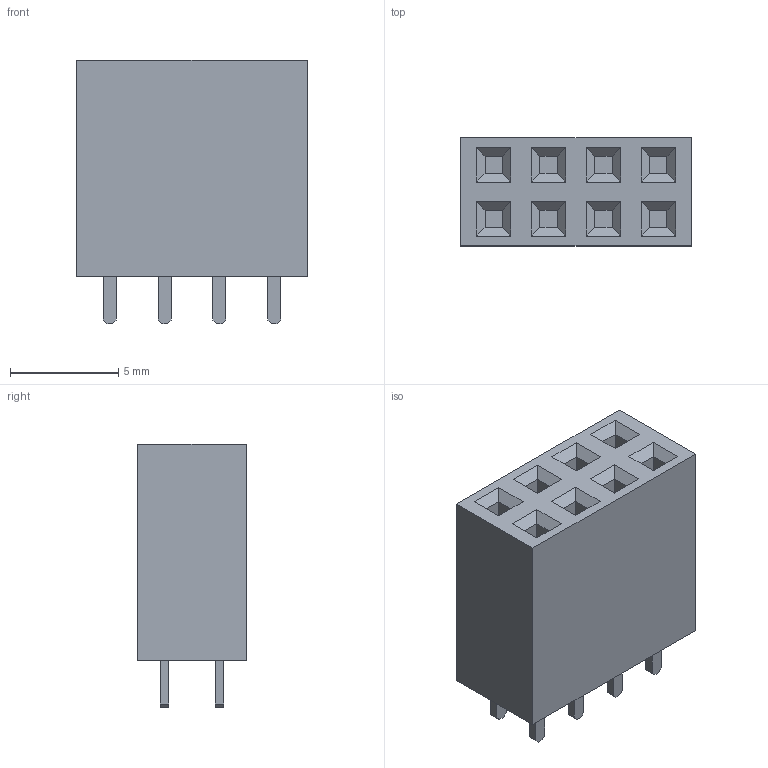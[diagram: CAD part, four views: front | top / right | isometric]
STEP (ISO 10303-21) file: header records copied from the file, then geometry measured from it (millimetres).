
FILE_DESCRIPTION (( 'STEP AP214' ), '1' );
FILE_NAME ('PBD-8.STEP', '2020-06-04T15:41:32', ( 'Elessar' ), ( '' ), 'SwSTEP 2.0', 'SolidWorks 2018', '' );
FILE_SCHEMA (( 'AUTOMOTIVE_DESIGN' ));
Length unit declared in the file: millimetre
Products named in the file (1): PBD-8
Bounding box: 10.66 x 5 x 12.2 mm (x, y, z)
Volume: 498.6 mm3; surface area: 629.2 mm2
Topology: 1 solids, 1 shells, 134 faces, 316 edges, 200 vertices
Faces by surface type: plane 134
Entity records: 4374 total; most frequent: CARTESIAN_POINT 651, ORIENTED_EDGE 632, DIRECTION 586, EDGE_CURVE 316, LINE 316, VECTOR 316, VERTEX_POINT 200, EDGE_LOOP 150
